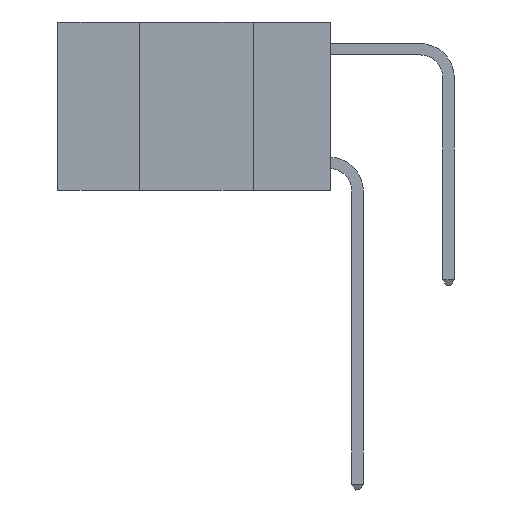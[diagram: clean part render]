
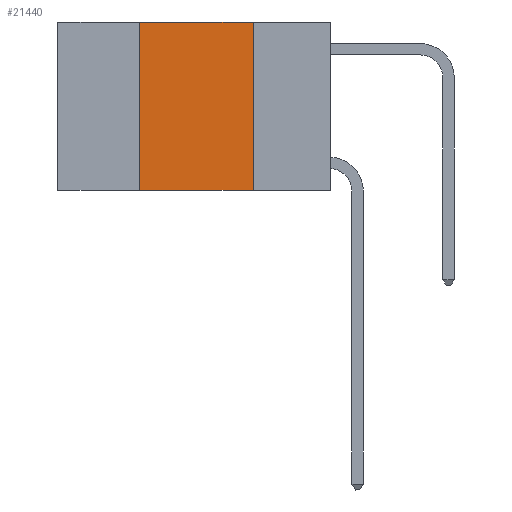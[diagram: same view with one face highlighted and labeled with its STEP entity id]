
A CAD part, left-side view. The second image highlights one B-rep face of the part: STEP entity #21440.
In plain terms, the highlighted planar face has unit normal (-1, 0, 0).
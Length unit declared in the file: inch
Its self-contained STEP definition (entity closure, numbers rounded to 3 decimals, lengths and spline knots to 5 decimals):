
#347 = LINE ( 'NONE', #20817, #2328 ) ;
#511 = EDGE_CURVE ( 'NONE', #11550, #17189, #8886, .T. ) ;
#546 = CARTESIAN_POINT ( 'NONE',  ( 0., 0.6, 0. ) ) ;
#1341 = EDGE_LOOP ( 'NONE', ( #11808, #18462, #7617, #13227 ) ) ;
#1917 = EDGE_CURVE ( 'NONE', #17189, #16585, #4381, .T. ) ;
#2231 = CARTESIAN_POINT ( 'NONE',  ( 0., 0.17, -0.37 ) ) ;
#2328 = VECTOR ( 'NONE', #2393, 39.37008 ) ;
#2393 = DIRECTION ( 'NONE',  ( 0., -1., 0. ) ) ;
#2604 = CARTESIAN_POINT ( 'NONE',  ( 0., 0.17, 0. ) ) ;
#4381 = LINE ( 'NONE', #2604, #19624 ) ;
#4788 = CARTESIAN_POINT ( 'NONE',  ( 0., 0.42, 0. ) ) ;
#6922 = CARTESIAN_POINT ( 'NONE',  ( 0., 0.42, 0. ) ) ;
#7128 = CARTESIAN_POINT ( 'NONE',  ( 0., 0.42, -0.37 ) ) ;
#7419 = EDGE_CURVE ( 'NONE', #15003, #16585, #347, .T. ) ;
#7617 = ORIENTED_EDGE ( 'NONE', *, *, #16481, .F. ) ;
#8886 = LINE ( 'NONE', #546, #18300 ) ;
#9442 = CARTESIAN_POINT ( 'NONE',  ( 0., 0.17, 0. ) ) ;
#10372 = FACE_OUTER_BOUND ( 'NONE', #1341, .T. ) ;
#10479 = DIRECTION ( 'NONE',  ( 1., 0., 0. ) ) ;
#11550 = VERTEX_POINT ( 'NONE', #6922 ) ;
#11808 = ORIENTED_EDGE ( 'NONE', *, *, #1917, .F. ) ;
#12070 = AXIS2_PLACEMENT_3D ( 'NONE', #17122, #10479, #15674 ) ;
#13064 = DIRECTION ( 'NONE',  ( 0., 0., 1. ) ) ;
#13227 = ORIENTED_EDGE ( 'NONE', *, *, #7419, .T. ) ;
#13295 = LINE ( 'NONE', #4788, #20176 ) ;
#13928 = PLANE ( 'NONE',  #12070 ) ;
#14203 = DIRECTION ( 'NONE',  ( 0., -1., 0. ) ) ;
#15003 = VERTEX_POINT ( 'NONE', #7128 ) ;
#15674 = DIRECTION ( 'NONE',  ( 0., 0., -1. ) ) ;
#16481 = EDGE_CURVE ( 'NONE', #15003, #11550, #13295, .T. ) ;
#16585 = VERTEX_POINT ( 'NONE', #2231 ) ;
#17122 = CARTESIAN_POINT ( 'NONE',  ( 0., 0.6, 0. ) ) ;
#17189 = VERTEX_POINT ( 'NONE', #9442 ) ;
#18300 = VECTOR ( 'NONE', #14203, 39.37008 ) ;
#18462 = ORIENTED_EDGE ( 'NONE', *, *, #511, .F. ) ;
#19487 = DIRECTION ( 'NONE',  ( 0., 0., -1. ) ) ;
#19624 = VECTOR ( 'NONE', #19487, 39.37008 ) ;
#20176 = VECTOR ( 'NONE', #13064, 39.37008 ) ;
#20817 = CARTESIAN_POINT ( 'NONE',  ( 0., 0.6, -0.37 ) ) ;
#21440 = ADVANCED_FACE ( 'NONE', ( #10372 ), #13928, .F. ) ;
